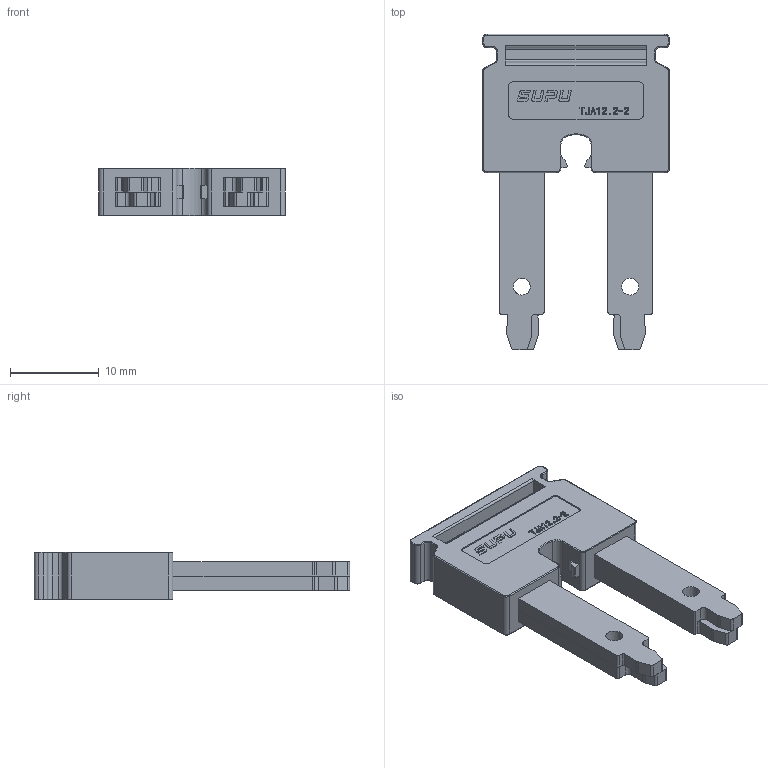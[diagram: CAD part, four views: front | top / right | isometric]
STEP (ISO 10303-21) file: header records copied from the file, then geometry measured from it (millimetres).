
FILE_DESCRIPTION(/* description */ (''),/* implementation_level */ '2;1');
FILE_NAME(/* name */ 'TJA12.2-2.stp',/* time_stamp */ '2022-04-29T13:14:50+08:00',/* author */ (''),/* organization */ (''),/* preprocessor_version */ 'ST-DEVELOPER v16.7',/* originating_system */ 'SIEMENS PLM Software NX 12.0',/* authorisation */ '');
FILE_SCHEMA (('AUTOMOTIVE_DESIGN { 1 0 10303 214 3 1 1 1 }'));
Length unit declared in the file: millimetre
Products named in the file (1): SP3F1070E22zbx
Bounding box: 21 x 35.5 x 5.4 mm (x, y, z)
Volume: 2102.2 mm3; surface area: 1838.8 mm2
Topology: 1 solids, 1 shells, 772 faces, 2177 edges, 1428 vertices
Faces by surface type: plane 614, cylinder 118, torus 34, extrusion 6
Full cylindrical faces by diameter (mm): 1.9 x3
Entity records: 24730 total; most frequent: CARTESIAN_POINT 4555, ORIENTED_EDGE 4342, DIRECTION 3960, EDGE_CURVE 2171, VECTOR 1880, LINE 1874, VERTEX_POINT 1425, AXIS2_PLACEMENT_3D 1040
